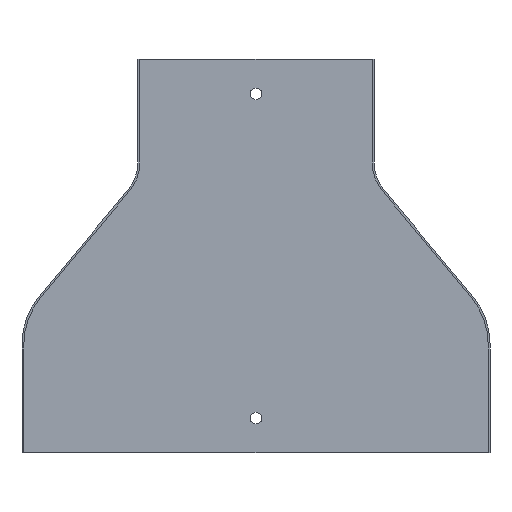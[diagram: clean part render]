
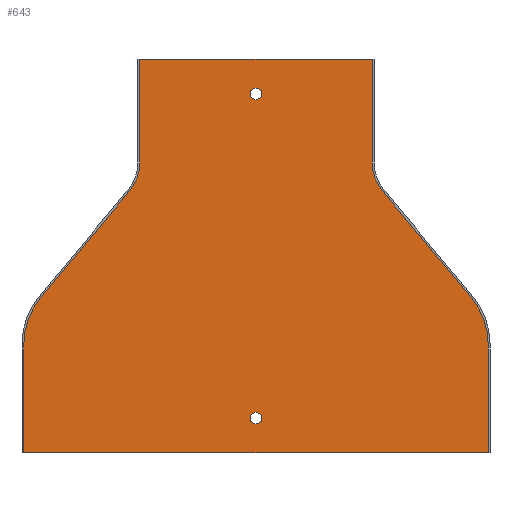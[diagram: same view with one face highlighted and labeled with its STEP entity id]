
A CAD part, front view. The second image highlights one B-rep face of the part: STEP entity #643.
In plain terms, the highlighted planar face has unit normal (0, -1, 0).
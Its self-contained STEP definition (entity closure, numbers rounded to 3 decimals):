
#70 = DIRECTION ( 'NONE',  ( 0., 0., 1. ) ) ;
#72 = CARTESIAN_POINT ( 'NONE',  ( -54.557, 0., -56.898 ) ) ;
#79 = DIRECTION ( 'NONE',  ( 0., 0., 1. ) ) ;
#117 = AXIS2_PLACEMENT_3D ( 'NONE', #361, #362, #363 ) ;
#118 = AXIS2_PLACEMENT_3D ( 'NONE', #354, #355, #356 ) ;
#119 = AXIS2_PLACEMENT_3D ( 'NONE', #349, #350, #351 ) ;
#120 = AXIS2_PLACEMENT_3D ( 'NONE', #612, #613, #79 ) ;
#121 = AXIS2_PLACEMENT_3D ( 'NONE', #341, #342, #343 ) ;
#122 = AXIS2_PLACEMENT_3D ( 'NONE', #337, #981, #338 ) ;
#123 = AXIS2_PLACEMENT_3D ( 'NONE', #336, #335, #70 ) ;
#183 = EDGE_CURVE ( 'NONE', #898, #897, #834, .T. ) ;
#201 = VERTEX_POINT ( 'NONE', #466 ) ;
#202 = VECTOR ( 'NONE', #419, 1000. ) ;
#205 = VERTEX_POINT ( 'NONE', #470 ) ;
#214 = LINE ( 'NONE', #408, #202 ) ;
#251 = VECTOR ( 'NONE', #353, 1000. ) ;
#253 = LINE ( 'NONE', #352, #251 ) ;
#254 = VECTOR ( 'NONE', #358, 1000. ) ;
#255 = CIRCLE ( 'NONE', #117, 31.2 ) ;
#256 = VECTOR ( 'NONE', #348, 1000. ) ;
#257 = LINE ( 'NONE', #357, #254 ) ;
#258 = LINE ( 'NONE', #347, #256 ) ;
#259 = VECTOR ( 'NONE', #339, 1000. ) ;
#260 = CIRCLE ( 'NONE', #118, 31.2 ) ;
#261 = LINE ( 'NONE', #72, #259 ) ;
#262 = VECTOR ( 'NONE', #346, 1000. ) ;
#263 = CIRCLE ( 'NONE', #119, 18.8 ) ;
#264 = VECTOR ( 'NONE', #344, 1000. ) ;
#265 = CIRCLE ( 'NONE', #121, 18.8 ) ;
#266 = CIRCLE ( 'NONE', #122, 2.5 ) ;
#267 = CIRCLE ( 'NONE', #123, 2.5 ) ;
#269 = LINE ( 'NONE', #345, #262 ) ;
#276 = LINE ( 'NONE', #340, #264 ) ;
#280 = FACE_BOUND ( 'NONE', #748, .T. ) ;
#291 = FACE_OUTER_BOUND ( 'NONE', #764, .T. ) ;
#323 = FACE_BOUND ( 'NONE', #742, .T. ) ;
#335 = DIRECTION ( 'NONE',  ( 0., 1., 0. ) ) ;
#336 = CARTESIAN_POINT ( 'NONE',  ( 0., 0., -15. ) ) ;
#337 = CARTESIAN_POINT ( 'NONE',  ( 0., 0., -155. ) ) ;
#338 = DIRECTION ( 'NONE',  ( 0., 0., 1. ) ) ;
#339 = DIRECTION ( 'NONE',  ( -0.64, 0., -0.768 ) ) ;
#340 = CARTESIAN_POINT ( 'NONE',  ( 50.2, 0., -44.863 ) ) ;
#341 = CARTESIAN_POINT ( 'NONE',  ( 69., 0., -44.863 ) ) ;
#342 = DIRECTION ( 'NONE',  ( 0., 1., 0. ) ) ;
#343 = DIRECTION ( 'NONE',  ( 0., 0., 1. ) ) ;
#344 = DIRECTION ( 'NONE',  ( 0., 0., 1. ) ) ;
#345 = CARTESIAN_POINT ( 'NONE',  ( -50.2, 0., -44.863 ) ) ;
#346 = DIRECTION ( 'NONE',  ( 0., 0., -1. ) ) ;
#347 = CARTESIAN_POINT ( 'NONE',  ( -100.2, 0., -44.863 ) ) ;
#348 = DIRECTION ( 'NONE',  ( 0., 0., -1. ) ) ;
#349 = CARTESIAN_POINT ( 'NONE',  ( -69., 0., -44.863 ) ) ;
#350 = DIRECTION ( 'NONE',  ( 0., 1., 0. ) ) ;
#351 = DIRECTION ( 'NONE',  ( 0., 0., 1. ) ) ;
#352 = CARTESIAN_POINT ( 'NONE',  ( -2., 0., 10.971 ) ) ;
#353 = DIRECTION ( 'NONE',  ( -0.64, 0., 0.768 ) ) ;
#354 = CARTESIAN_POINT ( 'NONE',  ( -69., 0., -122.965 ) ) ;
#355 = DIRECTION ( 'NONE',  ( 0., -1., 0. ) ) ;
#356 = DIRECTION ( 'NONE',  ( 0., 0., 1. ) ) ;
#357 = CARTESIAN_POINT ( 'NONE',  ( 100.2, 0., -44.863 ) ) ;
#358 = DIRECTION ( 'NONE',  ( 0., 0., 1. ) ) ;
#361 = CARTESIAN_POINT ( 'NONE',  ( 69., 0., -122.965 ) ) ;
#362 = DIRECTION ( 'NONE',  ( 0., -1., 0. ) ) ;
#363 = DIRECTION ( 'NONE',  ( 0., 0., 1. ) ) ;
#408 = CARTESIAN_POINT ( 'NONE',  ( -51., 0., 0. ) ) ;
#417 = CARTESIAN_POINT ( 'NONE',  ( -92.969, 0., -102.991 ) ) ;
#419 = DIRECTION ( 'NONE',  ( 1., 0., 0. ) ) ;
#424 = CARTESIAN_POINT ( 'NONE',  ( 92.969, 0., -102.991 ) ) ;
#425 = CARTESIAN_POINT ( 'NONE',  ( -100.2, 0., -122.965 ) ) ;
#426 = CARTESIAN_POINT ( 'NONE',  ( -54.557, 0., -56.898 ) ) ;
#429 = CARTESIAN_POINT ( 'NONE',  ( 100.2, 0., -122.965 ) ) ;
#430 = CARTESIAN_POINT ( 'NONE',  ( 54.557, 0., -56.898 ) ) ;
#434 = CARTESIAN_POINT ( 'NONE',  ( -50.2, 0., -44.863 ) ) ;
#436 = CARTESIAN_POINT ( 'NONE',  ( 50.2, 0., -44.863 ) ) ;
#437 = CARTESIAN_POINT ( 'NONE',  ( -100.2, 0., -170. ) ) ;
#438 = CARTESIAN_POINT ( 'NONE',  ( 100.2, 0., -170. ) ) ;
#458 = CARTESIAN_POINT ( 'NONE',  ( 50.2, 0., 0. ) ) ;
#464 = CARTESIAN_POINT ( 'NONE',  ( -50.2, 0., 0. ) ) ;
#466 = CARTESIAN_POINT ( 'NONE',  ( 0., 0., -12.5 ) ) ;
#470 = CARTESIAN_POINT ( 'NONE',  ( 0., 0., -152.5 ) ) ;
#550 = CARTESIAN_POINT ( 'NONE',  ( -101., 0., -170. ) ) ;
#577 = PLANE ( 'NONE',  #120 ) ;
#601 = DIRECTION ( 'NONE',  ( -1., 0., 0. ) ) ;
#612 = CARTESIAN_POINT ( 'NONE',  ( -69., 0., -44.863 ) ) ;
#613 = DIRECTION ( 'NONE',  ( 0., 1., 0. ) ) ;
#643 = ADVANCED_FACE ( 'NONE', ( #323, #280, #291 ), #577, .F. ) ;
#652 = ORIENTED_EDGE ( 'NONE', *, *, #794, .T. ) ;
#653 = ORIENTED_EDGE ( 'NONE', *, *, #793, .T. ) ;
#654 = ORIENTED_EDGE ( 'NONE', *, *, #792, .T. ) ;
#655 = ORIENTED_EDGE ( 'NONE', *, *, #183, .F. ) ;
#656 = ORIENTED_EDGE ( 'NONE', *, *, #791, .T. ) ;
#657 = ORIENTED_EDGE ( 'NONE', *, *, #790, .T. ) ;
#658 = ORIENTED_EDGE ( 'NONE', *, *, #789, .T. ) ;
#659 = ORIENTED_EDGE ( 'NONE', *, *, #788, .T. ) ;
#660 = ORIENTED_EDGE ( 'NONE', *, *, #787, .T. ) ;
#661 = ORIENTED_EDGE ( 'NONE', *, *, #820, .F. ) ;
#662 = ORIENTED_EDGE ( 'NONE', *, *, #786, .T. ) ;
#663 = ORIENTED_EDGE ( 'NONE', *, *, #785, .T. ) ;
#664 = ORIENTED_EDGE ( 'NONE', *, *, #784, .T. ) ;
#665 = ORIENTED_EDGE ( 'NONE', *, *, #783, .T. ) ;
#742 = EDGE_LOOP ( 'NONE', ( #665 ) ) ;
#748 = EDGE_LOOP ( 'NONE', ( #664 ) ) ;
#764 = EDGE_LOOP ( 'NONE', ( #663, #662, #661, #660, #659, #658, #657, #656, #655, #654, #653, #652 ) ) ;
#783 = EDGE_CURVE ( 'NONE', #201, #201, #267, .T. ) ;
#784 = EDGE_CURVE ( 'NONE', #205, #205, #266, .T. ) ;
#785 = EDGE_CURVE ( 'NONE', #890, #896, #265, .T. ) ;
#786 = EDGE_CURVE ( 'NONE', #896, #918, #276, .T. ) ;
#787 = EDGE_CURVE ( 'NONE', #924, #894, #269, .T. ) ;
#788 = EDGE_CURVE ( 'NONE', #894, #886, #263, .T. ) ;
#789 = EDGE_CURVE ( 'NONE', #886, #885, #261, .T. ) ;
#790 = EDGE_CURVE ( 'NONE', #885, #884, #260, .T. ) ;
#791 = EDGE_CURVE ( 'NONE', #884, #897, #258, .T. ) ;
#792 = EDGE_CURVE ( 'NONE', #898, #889, #257, .T. ) ;
#793 = EDGE_CURVE ( 'NONE', #889, #882, #255, .T. ) ;
#794 = EDGE_CURVE ( 'NONE', #882, #890, #253, .T. ) ;
#820 = EDGE_CURVE ( 'NONE', #924, #918, #214, .T. ) ;
#829 = VECTOR ( 'NONE', #601, 1000. ) ;
#834 = LINE ( 'NONE', #550, #829 ) ;
#882 = VERTEX_POINT ( 'NONE', #424 ) ;
#884 = VERTEX_POINT ( 'NONE', #425 ) ;
#885 = VERTEX_POINT ( 'NONE', #417 ) ;
#886 = VERTEX_POINT ( 'NONE', #426 ) ;
#889 = VERTEX_POINT ( 'NONE', #429 ) ;
#890 = VERTEX_POINT ( 'NONE', #430 ) ;
#894 = VERTEX_POINT ( 'NONE', #434 ) ;
#896 = VERTEX_POINT ( 'NONE', #436 ) ;
#897 = VERTEX_POINT ( 'NONE', #437 ) ;
#898 = VERTEX_POINT ( 'NONE', #438 ) ;
#918 = VERTEX_POINT ( 'NONE', #458 ) ;
#924 = VERTEX_POINT ( 'NONE', #464 ) ;
#981 = DIRECTION ( 'NONE',  ( 0., 1., 0. ) ) ;
